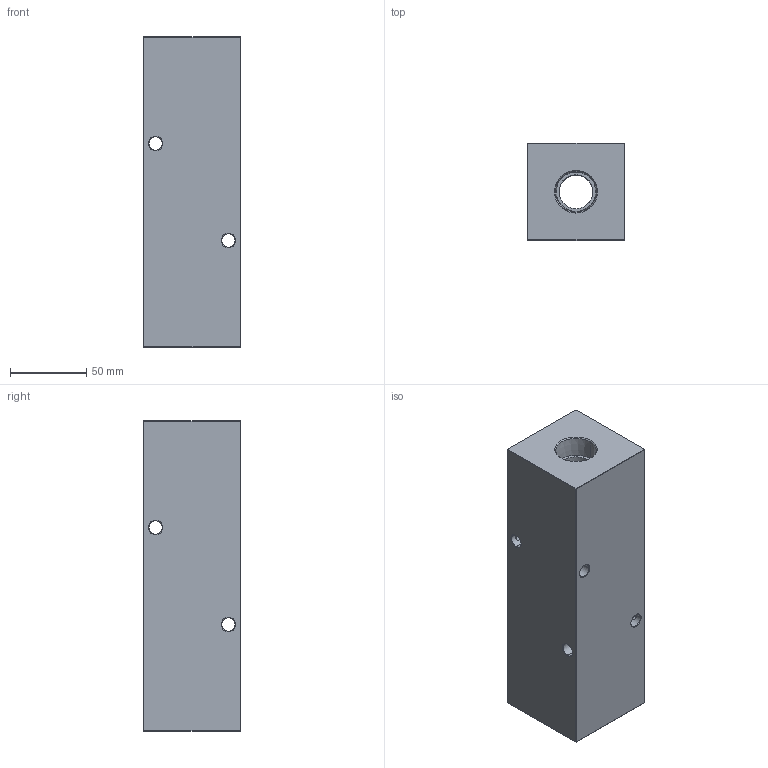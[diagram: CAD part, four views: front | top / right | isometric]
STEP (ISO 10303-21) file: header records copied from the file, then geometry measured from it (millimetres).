
FILE_DESCRIPTION (( 'STEP AP203' ), '1' );
FILE_NAME ('HM-3-90-P-12-8.STEP', '2020-10-30T14:07:57', ( '' ), ( '' ), 'SwSTEP 2.0', 'SolidWorks 2019', '' );
FILE_SCHEMA (( 'CONFIG_CONTROL_DESIGN' ));
Length unit declared in the file: inch
Products named in the file (1): HM-3-90-P-12-8
Bounding box: 63.5 x 63.5 x 203.2 mm (x, y, z)
Volume: 681718.1 mm3; surface area: 84143.3 mm2
Topology: 1 solids, 1 shells, 517 faces, 1356 edges, 886 vertices
Faces by surface type: plane 246, bspline 205, cone 36, cylinder 30
Entity records: 26285 total; most frequent: CARTESIAN_POINT 14852, ORIENTED_EDGE 2712, DIRECTION 1627, EDGE_CURVE 1356, VERTEX_POINT 886, LINE 817, VECTOR 817, EDGE_LOOP 588
